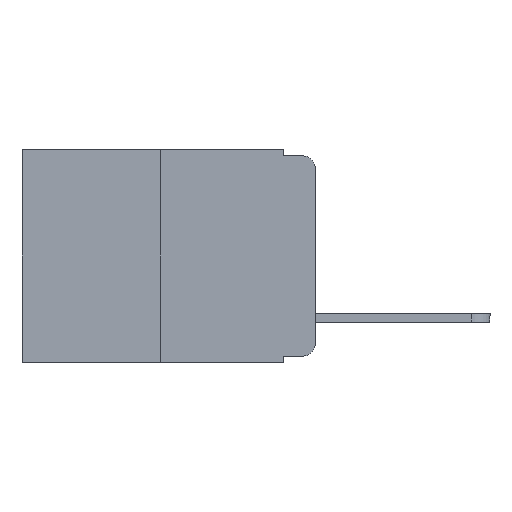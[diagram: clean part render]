
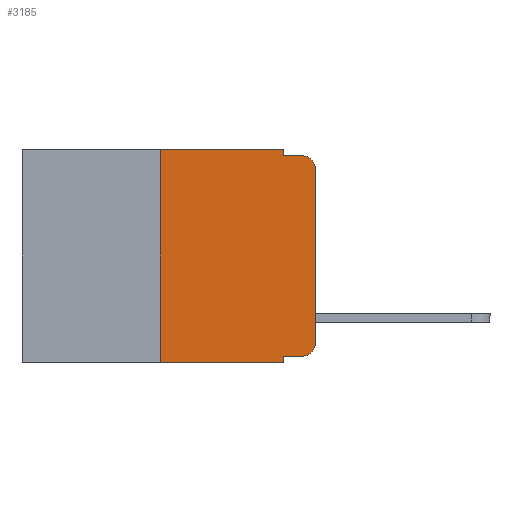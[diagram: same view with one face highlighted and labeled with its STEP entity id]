
A CAD part, left-side view. The second image highlights one B-rep face of the part: STEP entity #3185.
In plain terms, the highlighted planar face has unit normal (-1, 0, 0).
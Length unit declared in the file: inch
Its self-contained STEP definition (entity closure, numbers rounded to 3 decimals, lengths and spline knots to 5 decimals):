
#335 = CARTESIAN_POINT ( 'NONE',  ( 0., 0.051, -0.01 ) ) ;
#459 = CARTESIAN_POINT ( 'NONE',  ( 0., 0.02, -0.333 ) ) ;
#811 = ORIENTED_EDGE ( 'NONE', *, *, #13975, .T. ) ;
#861 = EDGE_CURVE ( 'NONE', #13219, #8584, #14745, .T. ) ;
#1065 = VECTOR ( 'NONE', #13578, 39.37008 ) ;
#1113 = DIRECTION ( 'NONE',  ( 0., 0., -1. ) ) ;
#1171 = CARTESIAN_POINT ( 'NONE',  ( 0., 0.473, 0. ) ) ;
#1374 = VERTEX_POINT ( 'NONE', #6856 ) ;
#1512 = CARTESIAN_POINT ( 'NONE',  ( 0., 0.473, 0. ) ) ;
#1609 = CARTESIAN_POINT ( 'NONE',  ( 0., 0., 0. ) ) ;
#1966 = CARTESIAN_POINT ( 'NONE',  ( 0., 0.051, -0.333 ) ) ;
#1974 = LINE ( 'NONE', #3216, #2395 ) ;
#2026 = ORIENTED_EDGE ( 'NONE', *, *, #5054, .T. ) ;
#2395 = VECTOR ( 'NONE', #12430, 39.37008 ) ;
#2562 = VERTEX_POINT ( 'NONE', #4079 ) ;
#2625 = PLANE ( 'NONE',  #14368 ) ;
#2891 = VERTEX_POINT ( 'NONE', #10328 ) ;
#2976 = CARTESIAN_POINT ( 'NONE',  ( 0., 0.473, -0.343 ) ) ;
#3028 = ORIENTED_EDGE ( 'NONE', *, *, #11907, .F. ) ;
#3185 = ADVANCED_FACE ( 'NONE', ( #10675 ), #2625, .F. ) ;
#3216 = CARTESIAN_POINT ( 'NONE',  ( 0., 0.051, 0. ) ) ;
#3233 = VERTEX_POINT ( 'NONE', #459 ) ;
#3240 = DIRECTION ( 'NONE',  ( 1., 0., 0. ) ) ;
#3280 = DIRECTION ( 'NONE',  ( 0., -1., 0. ) ) ;
#3415 = CARTESIAN_POINT ( 'NONE',  ( 0., 0.02, -0.03 ) ) ;
#3683 = DIRECTION ( 'NONE',  ( 0., 0., 1. ) ) ;
#3790 = LINE ( 'NONE', #1966, #9763 ) ;
#4014 = EDGE_LOOP ( 'NONE', ( #2026, #13398, #13095, #8194, #5260, #3028, #13757, #12300, #13426, #811 ) ) ;
#4079 = CARTESIAN_POINT ( 'NONE',  ( 0., 0.051, -0.343 ) ) ;
#4406 = VECTOR ( 'NONE', #13424, 39.37008 ) ;
#4686 = DIRECTION ( 'NONE',  ( -1., 0., 0. ) ) ;
#4760 = DIRECTION ( 'NONE',  ( -1., 0., 0. ) ) ;
#4812 = VERTEX_POINT ( 'NONE', #12660 ) ;
#4815 = VERTEX_POINT ( 'NONE', #12583 ) ;
#5054 = EDGE_CURVE ( 'NONE', #8930, #2891, #10622, .T. ) ;
#5260 = ORIENTED_EDGE ( 'NONE', *, *, #861, .F. ) ;
#5349 = VECTOR ( 'NONE', #3683, 39.37008 ) ;
#5589 = LINE ( 'NONE', #7956, #11627 ) ;
#5649 = DIRECTION ( 'NONE',  ( 0., 0., -1. ) ) ;
#5720 = LINE ( 'NONE', #14858, #5349 ) ;
#5866 = EDGE_CURVE ( 'NONE', #2891, #1374, #14321, .T. ) ;
#6074 = AXIS2_PLACEMENT_3D ( 'NONE', #3415, #4686, #5649 ) ;
#6856 = CARTESIAN_POINT ( 'NONE',  ( 0., 0.02, -0.01 ) ) ;
#7164 = VECTOR ( 'NONE', #10138, 39.37008 ) ;
#7710 = LINE ( 'NONE', #14549, #1065 ) ;
#7956 = CARTESIAN_POINT ( 'NONE',  ( 0., 0.051, 0. ) ) ;
#8032 = EDGE_CURVE ( 'NONE', #4812, #2562, #10873, .T. ) ;
#8194 = ORIENTED_EDGE ( 'NONE', *, *, #10471, .F. ) ;
#8247 = EDGE_CURVE ( 'NONE', #12510, #1374, #7710, .T. ) ;
#8469 = DIRECTION ( 'NONE',  ( 0., -1., 0. ) ) ;
#8520 = CIRCLE ( 'NONE', #12953, 0.02 ) ;
#8584 = VERTEX_POINT ( 'NONE', #10977 ) ;
#8930 = VERTEX_POINT ( 'NONE', #13606 ) ;
#9763 = VECTOR ( 'NONE', #3280, 39.37008 ) ;
#10138 = DIRECTION ( 'NONE',  ( 0., -1., 0. ) ) ;
#10328 = CARTESIAN_POINT ( 'NONE',  ( 0., 0., -0.03 ) ) ;
#10471 = EDGE_CURVE ( 'NONE', #8584, #12510, #1974, .T. ) ;
#10622 = LINE ( 'NONE', #1609, #4406 ) ;
#10675 = FACE_OUTER_BOUND ( 'NONE', #4014, .T. ) ;
#10873 = LINE ( 'NONE', #2976, #7164 ) ;
#10977 = CARTESIAN_POINT ( 'NONE',  ( 0., 0.051, 0. ) ) ;
#11322 = CARTESIAN_POINT ( 'NONE',  ( 0., 0.25, 0. ) ) ;
#11627 = VECTOR ( 'NONE', #12364, 39.37008 ) ;
#11647 = CARTESIAN_POINT ( 'NONE',  ( 0., 0.02, -0.313 ) ) ;
#11907 = EDGE_CURVE ( 'NONE', #4812, #13219, #5720, .T. ) ;
#12300 = ORIENTED_EDGE ( 'NONE', *, *, #12607, .F. ) ;
#12364 = DIRECTION ( 'NONE',  ( 0., 0., -1. ) ) ;
#12430 = DIRECTION ( 'NONE',  ( 0., 0., -1. ) ) ;
#12510 = VERTEX_POINT ( 'NONE', #335 ) ;
#12583 = CARTESIAN_POINT ( 'NONE',  ( 0., 0.051, -0.333 ) ) ;
#12607 = EDGE_CURVE ( 'NONE', #4815, #2562, #5589, .T. ) ;
#12660 = CARTESIAN_POINT ( 'NONE',  ( 0., 0.25, -0.343 ) ) ;
#12686 = DIRECTION ( 'NONE',  ( 0., 0., -1. ) ) ;
#12953 = AXIS2_PLACEMENT_3D ( 'NONE', #11647, #4760, #12686 ) ;
#13095 = ORIENTED_EDGE ( 'NONE', *, *, #8247, .F. ) ;
#13219 = VERTEX_POINT ( 'NONE', #11322 ) ;
#13284 = EDGE_CURVE ( 'NONE', #4815, #3233, #3790, .T. ) ;
#13398 = ORIENTED_EDGE ( 'NONE', *, *, #5866, .T. ) ;
#13424 = DIRECTION ( 'NONE',  ( 0., 0., 1. ) ) ;
#13426 = ORIENTED_EDGE ( 'NONE', *, *, #13284, .T. ) ;
#13578 = DIRECTION ( 'NONE',  ( 0., -1., 0. ) ) ;
#13606 = CARTESIAN_POINT ( 'NONE',  ( 0., 0., -0.313 ) ) ;
#13757 = ORIENTED_EDGE ( 'NONE', *, *, #8032, .T. ) ;
#13975 = EDGE_CURVE ( 'NONE', #3233, #8930, #8520, .T. ) ;
#14321 = CIRCLE ( 'NONE', #6074, 0.02 ) ;
#14368 = AXIS2_PLACEMENT_3D ( 'NONE', #1171, #3240, #1113 ) ;
#14432 = VECTOR ( 'NONE', #8469, 39.37008 ) ;
#14549 = CARTESIAN_POINT ( 'NONE',  ( 0., 0.051, -0.01 ) ) ;
#14745 = LINE ( 'NONE', #1512, #14432 ) ;
#14858 = CARTESIAN_POINT ( 'NONE',  ( 0., 0.25, 0. ) ) ;
